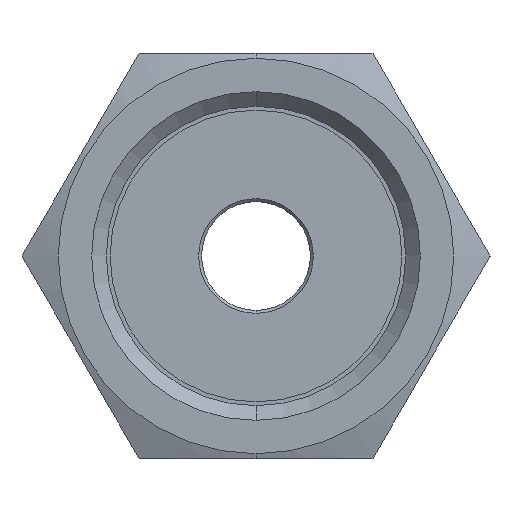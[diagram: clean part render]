
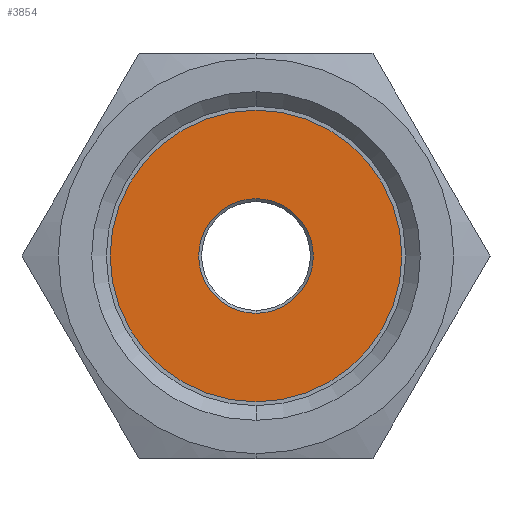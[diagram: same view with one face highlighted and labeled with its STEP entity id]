
A CAD part, left-side view. The second image highlights one B-rep face of the part: STEP entity #3854.
In plain terms, the highlighted planar face has unit normal (-1, 0, 0).
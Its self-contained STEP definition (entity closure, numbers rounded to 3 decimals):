
#214 = CIRCLE ( 'NONE', #8209, 5.8 ) ;
#568 = CARTESIAN_POINT ( 'NONE',  ( -45., 0., 0. ) ) ;
#1491 = VERTEX_POINT ( 'NONE', #4527 ) ;
#1762 = EDGE_LOOP ( 'NONE', ( #14398, #12853 ) ) ;
#2434 = AXIS2_PLACEMENT_3D ( 'NONE', #5271, #5386, #14101 ) ;
#3318 = EDGE_LOOP ( 'NONE', ( #9003, #13069 ) ) ;
#3450 = DIRECTION ( 'NONE',  ( 0., 0., -1. ) ) ;
#3854 = ADVANCED_FACE ( 'NONE', ( #9664, #12176 ), #4166, .T. ) ;
#4075 = AXIS2_PLACEMENT_3D ( 'NONE', #12581, #5312, #13930 ) ;
#4166 = PLANE ( 'NONE',  #2434 ) ;
#4447 = DIRECTION ( 'NONE',  ( 1., 0., 0. ) ) ;
#4527 = CARTESIAN_POINT ( 'NONE',  ( -45., 0., 14.75 ) ) ;
#4578 = DIRECTION ( 'NONE',  ( 1., 0., 0. ) ) ;
#5271 = CARTESIAN_POINT ( 'NONE',  ( -45., 14.75, 0. ) ) ;
#5312 = DIRECTION ( 'NONE',  ( 1., 0., 0. ) ) ;
#5386 = DIRECTION ( 'NONE',  ( -1., 0., 0. ) ) ;
#5785 = CIRCLE ( 'NONE', #10443, 14.75 ) ;
#6742 = CIRCLE ( 'NONE', #15275, 14.75 ) ;
#7127 = CARTESIAN_POINT ( 'NONE',  ( -45., 0., -14.75 ) ) ;
#7559 = CARTESIAN_POINT ( 'NONE',  ( -45., 0., -5.8 ) ) ;
#7845 = CARTESIAN_POINT ( 'NONE',  ( -45., 0., 5.8 ) ) ;
#8209 = AXIS2_PLACEMENT_3D ( 'NONE', #14379, #4447, #11946 ) ;
#8413 = EDGE_CURVE ( 'NONE', #8897, #13498, #214, .T. ) ;
#8897 = VERTEX_POINT ( 'NONE', #7845 ) ;
#9003 = ORIENTED_EDGE ( 'NONE', *, *, #8413, .T. ) ;
#9664 = FACE_BOUND ( 'NONE', #3318, .T. ) ;
#10371 = VERTEX_POINT ( 'NONE', #7127 ) ;
#10443 = AXIS2_PLACEMENT_3D ( 'NONE', #11923, #4578, #3450 ) ;
#10519 = DIRECTION ( 'NONE',  ( 0., 0., -1. ) ) ;
#11701 = DIRECTION ( 'NONE',  ( 1., 0., 0. ) ) ;
#11923 = CARTESIAN_POINT ( 'NONE',  ( -45., 0., 0. ) ) ;
#11946 = DIRECTION ( 'NONE',  ( 0., 0., 1. ) ) ;
#12176 = FACE_OUTER_BOUND ( 'NONE', #1762, .T. ) ;
#12581 = CARTESIAN_POINT ( 'NONE',  ( -45., 0., 0. ) ) ;
#12853 = ORIENTED_EDGE ( 'NONE', *, *, #13593, .F. ) ;
#13069 = ORIENTED_EDGE ( 'NONE', *, *, #15679, .T. ) ;
#13498 = VERTEX_POINT ( 'NONE', #7559 ) ;
#13593 = EDGE_CURVE ( 'NONE', #1491, #10371, #6742, .T. ) ;
#13711 = EDGE_CURVE ( 'NONE', #10371, #1491, #5785, .T. ) ;
#13930 = DIRECTION ( 'NONE',  ( 0., 0., 1. ) ) ;
#14101 = DIRECTION ( 'NONE',  ( 0., 0., 1. ) ) ;
#14379 = CARTESIAN_POINT ( 'NONE',  ( -45., 0., 0. ) ) ;
#14398 = ORIENTED_EDGE ( 'NONE', *, *, #13711, .F. ) ;
#15235 = CIRCLE ( 'NONE', #4075, 5.8 ) ;
#15275 = AXIS2_PLACEMENT_3D ( 'NONE', #568, #11701, #10519 ) ;
#15679 = EDGE_CURVE ( 'NONE', #13498, #8897, #15235, .T. ) ;
